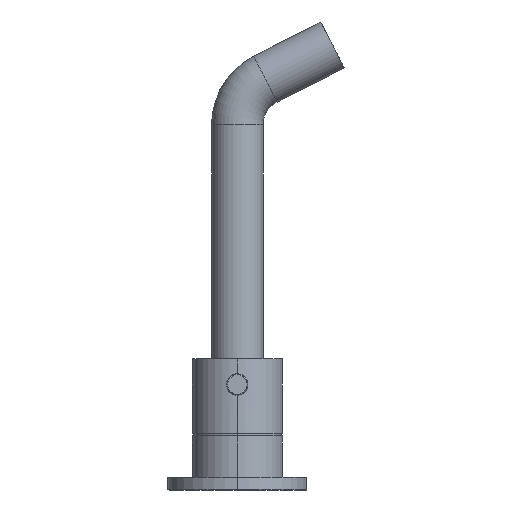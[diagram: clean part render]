
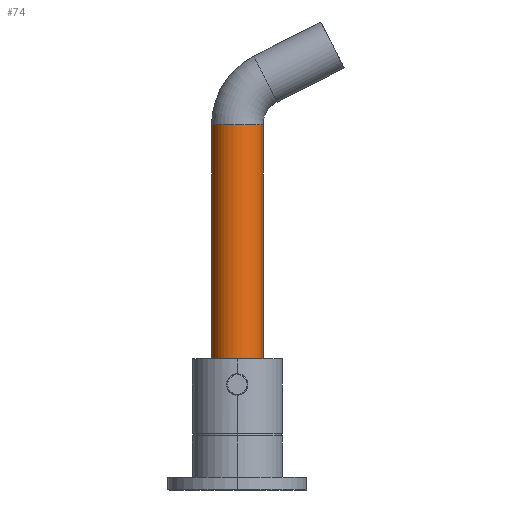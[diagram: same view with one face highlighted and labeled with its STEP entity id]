
A CAD part, left-side view. The second image highlights one B-rep face of the part: STEP entity #74.
In plain terms, the highlighted cylindrical face has radius 10 mm (diameter 20 mm), a partial arc.
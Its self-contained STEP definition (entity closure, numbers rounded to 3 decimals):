
#74 = ADVANCED_FACE ( 'NONE', ( #840 ), #169, .T. ) ;
#79 = DIRECTION ( 'NONE',  ( 0., 0., 1. ) ) ;
#148 = DIRECTION ( 'NONE',  ( 0., 0., 1. ) ) ;
#169 = CYLINDRICAL_SURFACE ( 'NONE', #215, 10. ) ;
#215 = AXIS2_PLACEMENT_3D ( 'NONE', #440, #709, #1393 ) ;
#230 = DIRECTION ( 'NONE',  ( 0., 0., 1. ) ) ;
#286 = CIRCLE ( 'NONE', #1677, 10. ) ;
#359 = ORIENTED_EDGE ( 'NONE', *, *, #907, .F. ) ;
#366 = LINE ( 'NONE', #919, #1361 ) ;
#398 = CARTESIAN_POINT ( 'NONE',  ( 0., 10., 0. ) ) ;
#440 = CARTESIAN_POINT ( 'NONE',  ( 0., 0., 0. ) ) ;
#623 = VERTEX_POINT ( 'NONE', #1172 ) ;
#709 = DIRECTION ( 'NONE',  ( 0., 0., 1. ) ) ;
#723 = EDGE_CURVE ( 'NONE', #1338, #1347, #909, .T. ) ;
#743 = DIRECTION ( 'NONE',  ( 0., 0., 1. ) ) ;
#820 = VERTEX_POINT ( 'NONE', #398 ) ;
#834 = CIRCLE ( 'NONE', #1066, 10. ) ;
#840 = FACE_OUTER_BOUND ( 'NONE', #1196, .T. ) ;
#907 = EDGE_CURVE ( 'NONE', #623, #1347, #834, .T. ) ;
#909 = LINE ( 'NONE', #1460, #1730 ) ;
#913 = ORIENTED_EDGE ( 'NONE', *, *, #723, .T. ) ;
#919 = CARTESIAN_POINT ( 'NONE',  ( 0., 10., 0. ) ) ;
#1055 = CARTESIAN_POINT ( 'NONE',  ( 0., -10., 0. ) ) ;
#1061 = CARTESIAN_POINT ( 'NONE',  ( 0., 0., 138.892 ) ) ;
#1066 = AXIS2_PLACEMENT_3D ( 'NONE', #1061, #230, #1335 ) ;
#1135 = CARTESIAN_POINT ( 'NONE',  ( 0., 0., 0. ) ) ;
#1172 = CARTESIAN_POINT ( 'NONE',  ( 0., 10., 138.892 ) ) ;
#1196 = EDGE_LOOP ( 'NONE', ( #1300, #1683, #913, #359 ) ) ;
#1300 = ORIENTED_EDGE ( 'NONE', *, *, #1341, .F. ) ;
#1316 = CARTESIAN_POINT ( 'NONE',  ( 0., -10., 138.892 ) ) ;
#1335 = DIRECTION ( 'NONE',  ( 1., 0., 0. ) ) ;
#1338 = VERTEX_POINT ( 'NONE', #1055 ) ;
#1341 = EDGE_CURVE ( 'NONE', #820, #623, #366, .T. ) ;
#1347 = VERTEX_POINT ( 'NONE', #1316 ) ;
#1361 = VECTOR ( 'NONE', #743, 1000. ) ;
#1393 = DIRECTION ( 'NONE',  ( 0., -1., 0. ) ) ;
#1460 = CARTESIAN_POINT ( 'NONE',  ( 0., -10., 0. ) ) ;
#1558 = DIRECTION ( 'NONE',  ( 1., 0., 0. ) ) ;
#1633 = EDGE_CURVE ( 'NONE', #820, #1338, #286, .T. ) ;
#1677 = AXIS2_PLACEMENT_3D ( 'NONE', #1135, #148, #1558 ) ;
#1683 = ORIENTED_EDGE ( 'NONE', *, *, #1633, .T. ) ;
#1730 = VECTOR ( 'NONE', #79, 1000. ) ;
